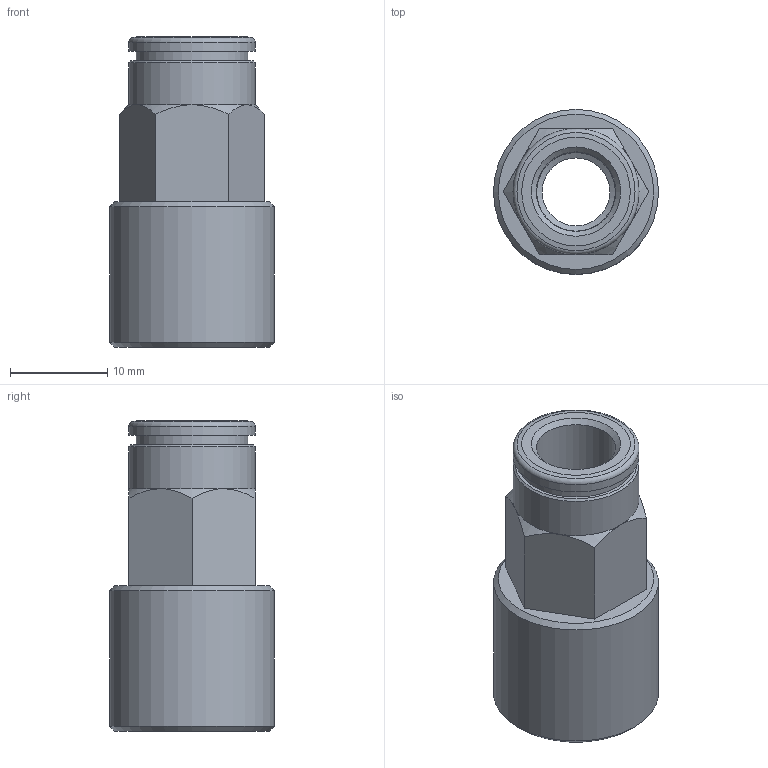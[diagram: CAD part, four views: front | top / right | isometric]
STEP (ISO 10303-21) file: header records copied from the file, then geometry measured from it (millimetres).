
FILE_DESCRIPTION(/* description */ (''),/* implementation_level */ '2;1');
FILE_NAME(/* name */ 'V200208_IPSO_02FKM_8_14_26.06.2015',/* time_stamp */ '2015-06-26T08:53:40+02:00',/* author */ (''),/* organization */ ('sopra-pneumatic'),/* preprocessor_version */ 'ST-DEVELOPER v14',/* originating_system */ 'HiCAD 2013 1802.4 Build 509',/* authorisation */ '');
FILE_SCHEMA (('AUTOMOTIVE_DESIGN { 1 0 10303 214 1 1 1 1 }'));
Length unit declared in the file: millimetre
Products named in the file (3): Root; DR8-1_NEU; R200208-i1
Assembly tree (2 placements, depth 2):
  Root
    DR8-1_NEU
    R200208-i1
Bounding box: 17 x 17 x 32 mm (x, y, z)
Volume: 3154.1 mm3; surface area: 3409.9 mm2
Topology: 2 solids, 2 shells, 44 faces, 90 edges, 54 vertices
Faces by surface type: cone 18, plane 14, cylinder 11, torus 1
Full cylindrical faces by diameter (mm): 7 x1, 8.1 x1, 8.2 x1, 10.1 x1, 11 x1, 11.445 x1, 11.5 x1, 11.6 x1, 13 x2, 17 x1
Entity records: 1728 total; most frequent: DIRECTION 206, CARTESIAN_POINT 158, PRESENTATION_STYLE_ASSIGNMENT 132, OVER_RIDING_STYLED_ITEM 130, COLOUR_RGB 124, DRAUGHTING_PRE_DEFINED_CURVE_FONT 122, CURVE_STYLE 122, ORIENTED_EDGE 122
